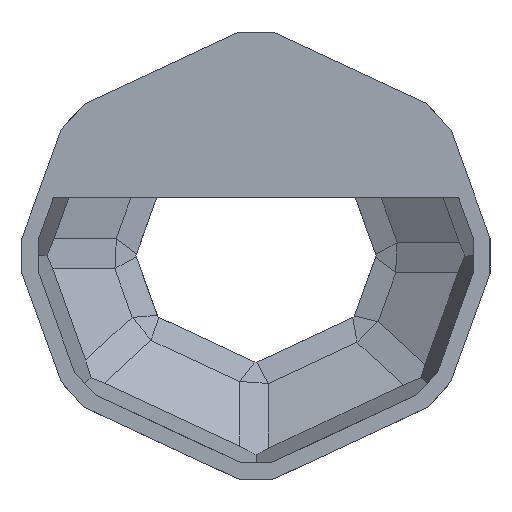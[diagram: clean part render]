
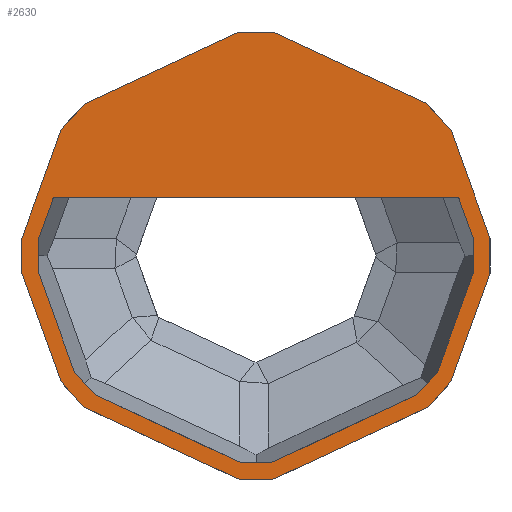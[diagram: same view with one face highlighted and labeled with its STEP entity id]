
A CAD part, left-side view. The second image highlights one B-rep face of the part: STEP entity #2630.
In plain terms, the highlighted planar face has unit normal (-1, 0, 0).
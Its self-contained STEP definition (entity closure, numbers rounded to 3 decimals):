
#15=FACE_BOUND('',#188,.T.);
#46=FACE_OUTER_BOUND('',#187,.T.);
#187=EDGE_LOOP('',(#1782,#1783,#1784,#1785,#1786,#1787,#1788,#1789,#1790,
#1791,#1792,#1793,#1794,#1795,#1796,#1797));
#188=EDGE_LOOP('',(#1798,#1799,#1800,#1801,#1802,#1803,#1804,#1805,#1806,
#1807,#1808,#1809));
#318=LINE('',#3650,#678);
#323=LINE('',#3665,#683);
#332=LINE('',#3697,#692);
#338=LINE('',#3717,#698);
#344=LINE('',#3729,#704);
#368=LINE('',#3785,#728);
#371=LINE('',#3790,#731);
#372=LINE('',#3793,#732);
#373=LINE('',#3795,#733);
#374=LINE('',#3797,#734);
#375=LINE('',#3799,#735);
#376=LINE('',#3801,#736);
#377=LINE('',#3803,#737);
#378=LINE('',#3805,#738);
#379=LINE('',#3807,#739);
#380=LINE('',#3809,#740);
#381=LINE('',#3811,#741);
#382=LINE('',#3813,#742);
#383=LINE('',#3815,#743);
#384=LINE('',#3817,#744);
#385=LINE('',#3818,#745);
#386=LINE('',#3819,#746);
#387=LINE('',#3820,#747);
#388=LINE('',#3822,#748);
#389=LINE('',#3824,#749);
#390=LINE('',#3825,#750);
#391=LINE('',#3826,#751);
#392=LINE('',#3827,#752);
#678=VECTOR('',#2945,10.);
#683=VECTOR('',#2956,10.);
#692=VECTOR('',#2987,10.);
#698=VECTOR('',#3005,10.);
#704=VECTOR('',#3013,10.);
#728=VECTOR('',#3051,10.);
#731=VECTOR('',#3056,10.);
#732=VECTOR('',#3059,10.);
#733=VECTOR('',#3060,10.);
#734=VECTOR('',#3061,10.);
#735=VECTOR('',#3062,10.);
#736=VECTOR('',#3063,10.);
#737=VECTOR('',#3064,10.);
#738=VECTOR('',#3065,10.);
#739=VECTOR('',#3066,10.);
#740=VECTOR('',#3067,10.);
#741=VECTOR('',#3068,10.);
#742=VECTOR('',#3069,10.);
#743=VECTOR('',#3070,10.);
#744=VECTOR('',#3071,10.);
#745=VECTOR('',#3072,10.);
#746=VECTOR('',#3073,10.);
#747=VECTOR('',#3074,10.);
#748=VECTOR('',#3075,10.);
#749=VECTOR('',#3076,10.);
#750=VECTOR('',#3077,10.);
#751=VECTOR('',#3078,10.);
#752=VECTOR('',#3079,10.);
#1063=VERTEX_POINT('',#3643);
#1066=VERTEX_POINT('',#3648);
#1072=VERTEX_POINT('',#3662);
#1073=VERTEX_POINT('',#3664);
#1084=VERTEX_POINT('',#3694);
#1085=VERTEX_POINT('',#3696);
#1092=VERTEX_POINT('',#3714);
#1093=VERTEX_POINT('',#3716);
#1097=VERTEX_POINT('',#3726);
#1098=VERTEX_POINT('',#3728);
#1122=VERTEX_POINT('',#3782);
#1123=VERTEX_POINT('',#3784);
#1124=VERTEX_POINT('',#3788);
#1125=VERTEX_POINT('',#3792);
#1126=VERTEX_POINT('',#3794);
#1127=VERTEX_POINT('',#3796);
#1128=VERTEX_POINT('',#3798);
#1129=VERTEX_POINT('',#3800);
#1130=VERTEX_POINT('',#3802);
#1131=VERTEX_POINT('',#3804);
#1132=VERTEX_POINT('',#3806);
#1133=VERTEX_POINT('',#3808);
#1134=VERTEX_POINT('',#3810);
#1135=VERTEX_POINT('',#3812);
#1136=VERTEX_POINT('',#3814);
#1137=VERTEX_POINT('',#3816);
#1138=VERTEX_POINT('',#3821);
#1139=VERTEX_POINT('',#3823);
#1315=EDGE_CURVE('',#1063,#1066,#318,.T.);
#1321=EDGE_CURVE('',#1073,#1072,#323,.T.);
#1337=EDGE_CURVE('',#1085,#1084,#332,.T.);
#1346=EDGE_CURVE('',#1093,#1092,#338,.T.);
#1352=EDGE_CURVE('',#1098,#1097,#344,.T.);
#1379=EDGE_CURVE('',#1122,#1123,#368,.T.);
#1382=EDGE_CURVE('',#1124,#1123,#371,.F.);
#1383=EDGE_CURVE('',#1122,#1125,#372,.F.);
#1384=EDGE_CURVE('',#1126,#1125,#373,.T.);
#1385=EDGE_CURVE('',#1126,#1127,#374,.F.);
#1386=EDGE_CURVE('',#1128,#1127,#375,.T.);
#1387=EDGE_CURVE('',#1128,#1129,#376,.F.);
#1388=EDGE_CURVE('',#1130,#1129,#377,.T.);
#1389=EDGE_CURVE('',#1130,#1131,#378,.F.);
#1390=EDGE_CURVE('',#1132,#1131,#379,.T.);
#1391=EDGE_CURVE('',#1132,#1133,#380,.F.);
#1392=EDGE_CURVE('',#1134,#1133,#381,.T.);
#1393=EDGE_CURVE('',#1134,#1135,#382,.F.);
#1394=EDGE_CURVE('',#1136,#1135,#383,.T.);
#1395=EDGE_CURVE('',#1136,#1137,#384,.F.);
#1396=EDGE_CURVE('',#1124,#1137,#385,.T.);
#1397=EDGE_CURVE('',#1084,#1093,#386,.T.);
#1398=EDGE_CURVE('',#1092,#1098,#387,.T.);
#1399=EDGE_CURVE('',#1097,#1138,#388,.T.);
#1400=EDGE_CURVE('',#1138,#1139,#389,.T.);
#1401=EDGE_CURVE('',#1139,#1063,#390,.T.);
#1402=EDGE_CURVE('',#1066,#1073,#391,.T.);
#1403=EDGE_CURVE('',#1072,#1085,#392,.T.);
#1782=ORIENTED_EDGE('',*,*,#1379,.F.);
#1783=ORIENTED_EDGE('',*,*,#1383,.T.);
#1784=ORIENTED_EDGE('',*,*,#1384,.F.);
#1785=ORIENTED_EDGE('',*,*,#1385,.T.);
#1786=ORIENTED_EDGE('',*,*,#1386,.F.);
#1787=ORIENTED_EDGE('',*,*,#1387,.T.);
#1788=ORIENTED_EDGE('',*,*,#1388,.F.);
#1789=ORIENTED_EDGE('',*,*,#1389,.T.);
#1790=ORIENTED_EDGE('',*,*,#1390,.F.);
#1791=ORIENTED_EDGE('',*,*,#1391,.T.);
#1792=ORIENTED_EDGE('',*,*,#1392,.F.);
#1793=ORIENTED_EDGE('',*,*,#1393,.T.);
#1794=ORIENTED_EDGE('',*,*,#1394,.F.);
#1795=ORIENTED_EDGE('',*,*,#1395,.T.);
#1796=ORIENTED_EDGE('',*,*,#1396,.F.);
#1797=ORIENTED_EDGE('',*,*,#1382,.T.);
#1798=ORIENTED_EDGE('',*,*,#1337,.T.);
#1799=ORIENTED_EDGE('',*,*,#1397,.T.);
#1800=ORIENTED_EDGE('',*,*,#1346,.T.);
#1801=ORIENTED_EDGE('',*,*,#1398,.T.);
#1802=ORIENTED_EDGE('',*,*,#1352,.T.);
#1803=ORIENTED_EDGE('',*,*,#1399,.T.);
#1804=ORIENTED_EDGE('',*,*,#1400,.T.);
#1805=ORIENTED_EDGE('',*,*,#1401,.T.);
#1806=ORIENTED_EDGE('',*,*,#1315,.T.);
#1807=ORIENTED_EDGE('',*,*,#1402,.T.);
#1808=ORIENTED_EDGE('',*,*,#1321,.T.);
#1809=ORIENTED_EDGE('',*,*,#1403,.T.);
#2493=PLANE('',#2790);
#2630=ADVANCED_FACE('',(#46,#15),#2493,.T.);
#2790=AXIS2_PLACEMENT_3D('',#3791,#3057,#3058);
#2945=DIRECTION('',(0.,0.339,0.941));
#2956=DIRECTION('',(0.,-0.339,0.941));
#2987=DIRECTION('',(0.,-0.339,-0.941));
#3005=DIRECTION('',(0.,0.339,-0.941));
#3013=DIRECTION('',(0.,0.906,-0.423));
#3051=DIRECTION('',(0.,-0.674,0.738));
#3056=DIRECTION('',(0.,-0.906,0.423));
#3057=DIRECTION('center_axis',(-1.,0.,0.));
#3058=DIRECTION('ref_axis',(0.,0.,1.));
#3059=DIRECTION('',(0.,-0.339,0.941));
#3060=DIRECTION('',(0.,0.,1.));
#3061=DIRECTION('',(0.,0.339,0.941));
#3062=DIRECTION('',(0.,0.674,0.738));
#3063=DIRECTION('',(0.,0.906,0.423));
#3064=DIRECTION('',(0.,1.,0.));
#3065=DIRECTION('',(0.,0.906,-0.423));
#3066=DIRECTION('',(0.,0.674,-0.738));
#3067=DIRECTION('',(0.,0.339,-0.941));
#3068=DIRECTION('',(0.,0.,-1.));
#3069=DIRECTION('',(0.,-0.339,-0.941));
#3070=DIRECTION('',(0.,-0.674,-0.738));
#3071=DIRECTION('',(0.,-0.906,-0.423));
#3072=DIRECTION('',(0.,-1.,0.));
#3073=DIRECTION('',(0.,0.,-1.));
#3074=DIRECTION('',(0.,0.674,-0.738));
#3075=DIRECTION('',(0.,1.,0.));
#3076=DIRECTION('',(0.,0.906,0.423));
#3077=DIRECTION('',(0.,0.674,0.738));
#3078=DIRECTION('',(0.,0.,1.));
#3079=DIRECTION('',(0.,-1.,0.));
#3643=CARTESIAN_POINT('',(51.636,111.251,-2.258));
#3648=CARTESIAN_POINT('',(51.636,113.198,3.147));
#3650=CARTESIAN_POINT('',(51.636,110.948,-3.097));
#3662=CARTESIAN_POINT('',(51.636,112.389,7.1));
#3664=CARTESIAN_POINT('',(51.636,113.198,4.853));
#3665=CARTESIAN_POINT('',(51.636,110.948,11.097));
#3694=CARTESIAN_POINT('',(51.636,89.813,4.853));
#3696=CARTESIAN_POINT('',(51.636,90.623,7.1));
#3697=CARTESIAN_POINT('',(51.636,92.063,11.097));
#3714=CARTESIAN_POINT('',(51.636,91.761,-2.258));
#3716=CARTESIAN_POINT('',(51.636,89.813,3.147));
#3717=CARTESIAN_POINT('',(51.636,92.063,-3.097));
#3726=CARTESIAN_POINT('',(51.636,100.71,-7.129));
#3728=CARTESIAN_POINT('',(51.636,92.872,-3.474));
#3729=CARTESIAN_POINT('',(51.636,101.506,-7.5));
#3782=CARTESIAN_POINT('',(51.636,111.967,10.777));
#3784=CARTESIAN_POINT('',(51.636,110.722,12.14));
#3785=CARTESIAN_POINT('',(51.636,110.964,11.875));
#3788=CARTESIAN_POINT('',(51.636,102.49,15.979));
#3790=CARTESIAN_POINT('',(51.636,103.962,15.293));
#3791=CARTESIAN_POINT('Origin',(51.636,101.506,4.));
#3792=CARTESIAN_POINT('',(51.636,114.07,4.941));
#3793=CARTESIAN_POINT('',(51.636,112.302,9.848));
#3794=CARTESIAN_POINT('',(51.636,114.07,3.059));
#3795=CARTESIAN_POINT('',(51.636,114.07,4.));
#3796=CARTESIAN_POINT('',(51.636,111.967,-2.777));
#3797=CARTESIAN_POINT('',(51.636,113.646,1.883));
#3798=CARTESIAN_POINT('',(51.636,110.722,-4.14));
#3799=CARTESIAN_POINT('',(51.636,110.964,-3.875));
#3800=CARTESIAN_POINT('',(51.636,102.412,-8.015));
#3801=CARTESIAN_POINT('',(51.636,108.883,-4.998));
#3802=CARTESIAN_POINT('',(51.636,100.6,-8.015));
#3803=CARTESIAN_POINT('',(51.636,101.506,-8.015));
#3804=CARTESIAN_POINT('',(51.636,92.29,-4.14));
#3805=CARTESIAN_POINT('',(51.636,99.05,-7.293));
#3806=CARTESIAN_POINT('',(51.636,91.045,-2.777));
#3807=CARTESIAN_POINT('',(51.636,92.048,-3.875));
#3808=CARTESIAN_POINT('',(51.636,88.941,3.059));
#3809=CARTESIAN_POINT('',(51.636,90.71,-1.848));
#3810=CARTESIAN_POINT('',(51.636,88.941,4.941));
#3811=CARTESIAN_POINT('',(51.636,88.941,4.));
#3812=CARTESIAN_POINT('',(51.636,91.019,10.706));
#3813=CARTESIAN_POINT('',(51.636,89.365,6.117));
#3814=CARTESIAN_POINT('',(51.636,92.359,12.172));
#3815=CARTESIAN_POINT('',(51.636,92.069,11.856));
#3816=CARTESIAN_POINT('',(51.636,100.522,15.979));
#3817=CARTESIAN_POINT('',(51.636,94.129,12.998));
#3818=CARTESIAN_POINT('',(51.636,101.506,15.979));
#3819=CARTESIAN_POINT('',(51.636,89.813,4.));
#3820=CARTESIAN_POINT('',(51.636,92.697,-3.282));
#3821=CARTESIAN_POINT('',(51.636,102.301,-7.129));
#3822=CARTESIAN_POINT('',(51.636,101.506,-7.129));
#3823=CARTESIAN_POINT('',(51.636,110.14,-3.474));
#3824=CARTESIAN_POINT('',(51.636,101.506,-7.5));
#3825=CARTESIAN_POINT('',(51.636,110.315,-3.282));
#3826=CARTESIAN_POINT('',(51.636,113.198,4.));
#3827=CARTESIAN_POINT('',(51.636,112.92,7.1));
